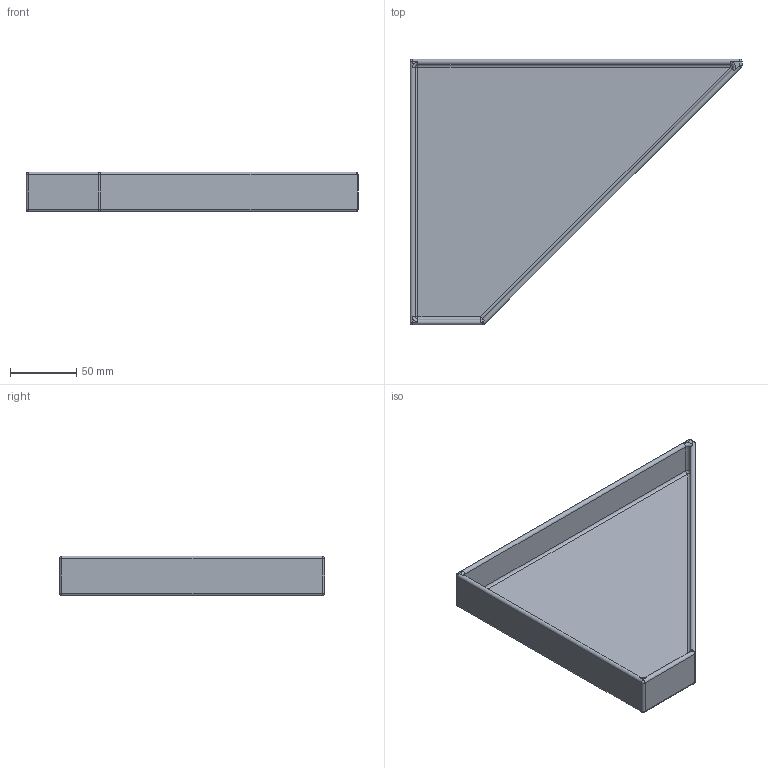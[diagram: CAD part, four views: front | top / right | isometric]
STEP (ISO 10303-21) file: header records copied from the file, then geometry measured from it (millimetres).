
FILE_DESCRIPTION(/* description */ ('STEP AP242','CAx-IF Rec.Pracs.---Representation and Presentation of Product Manufacturing Information (PMI)---4.0---2014-10-13','CAx-IF Rec.Pracs.---3D Tessellated Geometry---0.4---2014-09-14','2;1'),/* implementation_level */ '2;1');
FILE_NAME(/* name */ '6457be32d9ecec32a6d1958b',/* time_stamp */ '2023-05-07T15:05:22Z',/* author */ (''),/* organization */ (''),/* preprocessor_version */ 'ST-DEVELOPER v19.4',/* originating_system */ ' ',/* authorisation */ ' ');
FILE_SCHEMA (('AP242_MANAGED_MODEL_BASED_3D_ENGINEERING_MIM_LF { 1 0 10303 442 1 1 4 }'));
Length unit declared in the file: metre
Products named in the file (1): Part 1
Bounding box: 250 x 200 x 30 mm (x, y, z)
Volume: 203377.2 mm3; surface area: 102561.8 mm2
Topology: 1 solids, 1 shells, 56 faces, 126 edges, 58 vertices
Faces by surface type: cylinder 23, plane 15, sphere 14, torus 4
Entity records: 1436 total; most frequent: DIRECTION 284, CARTESIAN_POINT 227, ORIENTED_EDGE 224, AXIS2_PLACEMENT_3D 115, EDGE_CURVE 112, CIRCLE 58, VERTEX_POINT 58, EDGE_LOOP 56
